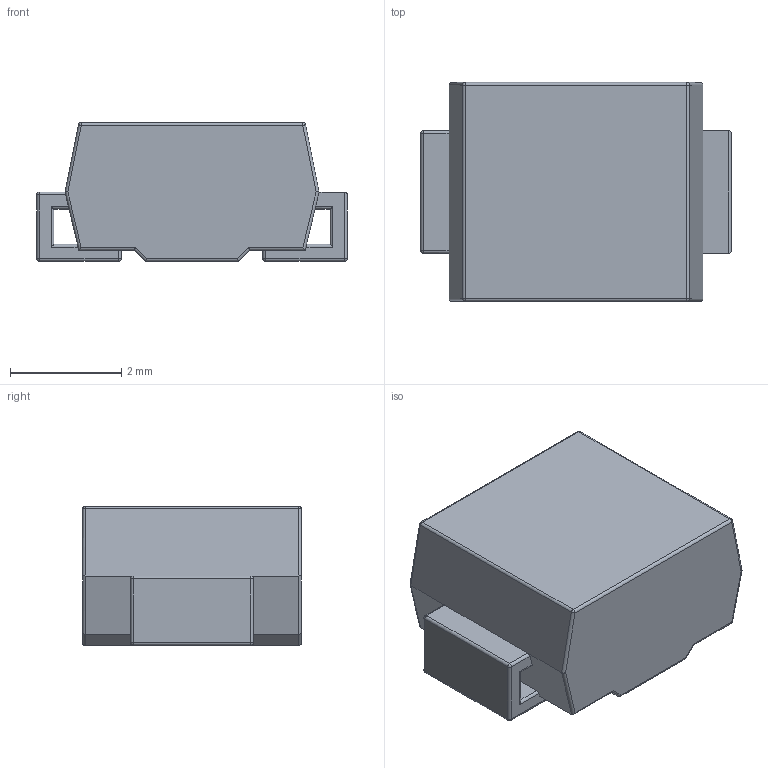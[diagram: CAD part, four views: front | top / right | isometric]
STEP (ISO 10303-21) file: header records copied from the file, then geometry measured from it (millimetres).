
FILE_DESCRIPTION(('FreeCAD Model'),'2;1');
FILE_NAME('SMB.step', '2018-01-04T10:57:20',('kicad StepUp'),('ksu MCAD'), 'Open CASCADE STEP processor 6.8','FreeCAD','Unknown');
FILE_SCHEMA(('AUTOMOTIVE_DESIGN_CC2 { 1 2 10303 214 -1 1 5 4 }'));
Length unit declared in the file: millimetre
Products named in the file (1): SMB
Bounding box: 5.59 x 3.94 x 2.5 mm (x, y, z)
Volume: 43.9 mm3; surface area: 89.6 mm2
Topology: 1 solids, 1 shells, 98 faces, 242 edges, 128 vertices
Faces by surface type: cylinder 54, plane 30, sphere 14
Entity records: 12029 total; most frequent: CARTESIAN_POINT 7241, DIRECTION 624, ORIENTED_EDGE 456, PCURVE 456, DEFINITIONAL_REPRESENTATION 456, LINE 330, VECTOR 330, B_SPLINE_CURVE_WITH_KNOTS 258
